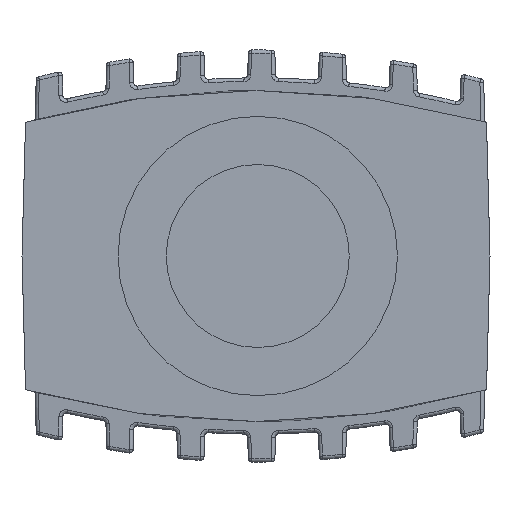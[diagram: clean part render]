
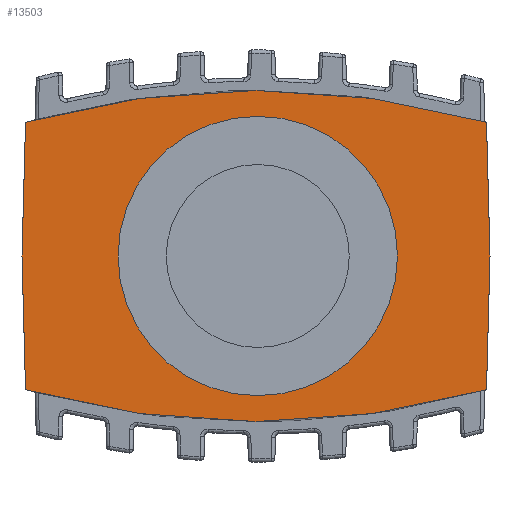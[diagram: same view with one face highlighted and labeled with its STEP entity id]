
A CAD part, front view. The second image highlights one B-rep face of the part: STEP entity #13503.
In plain terms, the highlighted planar face has unit normal (0, -1, 0).
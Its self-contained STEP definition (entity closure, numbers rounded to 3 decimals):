
#9262=CARTESIAN_POINT('',(32.748,0.,-19.153));
#9263=VERTEX_POINT('',#9262);
#9270=CARTESIAN_POINT('',(-33.248,0.,-19.153));
#9271=VERTEX_POINT('',#9270);
#9272=CARTESIAN_POINT('',(-0.25,0.,98.3));
#9273=DIRECTION('',(0.0,-1.0,0.0));
#9274=DIRECTION('',(-0.27,0.0,-0.963));
#9275=AXIS2_PLACEMENT_3D('',#9272,#9273,#9274);
#9276=CIRCLE('',#9275,122.);
#9277=EDGE_CURVE('',#9271,#9263,#9276,.T.);
#9304=CARTESIAN_POINT('',(18.038,0.,1.5));
#9305=VERTEX_POINT('',#9304);
#9312=CARTESIAN_POINT('',(18.038,0.,-1.5));
#9313=VERTEX_POINT('',#9312);
#9314=CARTESIAN_POINT('',(0.,0.,0.));
#9315=DIRECTION('',(0.0,1.0,0.0));
#9316=DIRECTION('',(0.997,0.0,0.083));
#9317=AXIS2_PLACEMENT_3D('',#9314,#9315,#9316);
#9318=CIRCLE('',#9317,18.1);
#9319=EDGE_CURVE('',#9313,#9305,#9318,.T.);
#13355=CARTESIAN_POINT('',(16.52,0.,-1.5));
#13356=VERTEX_POINT('',#13355);
#13363=CARTESIAN_POINT('',(16.52,0.,1.5));
#13364=VERTEX_POINT('',#13363);
#13365=CARTESIAN_POINT('',(16.52,0.,1.5));
#13366=DIRECTION('',(0.0,0.0,-1.0));
#13367=VECTOR('',#13366,3.);
#13368=LINE('',#13365,#13367);
#13369=EDGE_CURVE('',#13364,#13356,#13368,.T.);
#13434=CARTESIAN_POINT('',(18.038,0.,1.5));
#13435=DIRECTION('',(-1.0,0.0,0.0));
#13436=VECTOR('',#13435,1.517);
#13437=LINE('',#13434,#13436);
#13438=EDGE_CURVE('',#9305,#13364,#13437,.T.);
#13445=CARTESIAN_POINT('',(-0.25,0.,-4.512));
#13446=DIRECTION('',(0.0,-1.0,0.0));
#13447=DIRECTION('',(0.0,0.0,-1.0));
#13448=AXIS2_PLACEMENT_3D('',#13445,#13446,#13447);
#13449=PLANE('',#13448);
#13450=ORIENTED_EDGE('',*,*,#9277,.T.);
#13451=CARTESIAN_POINT('',(33.25,0.,0.));
#13452=VERTEX_POINT('',#13451);
#13453=CARTESIAN_POINT('',(32.748,0.,-19.153));
#13454=DIRECTION('',(0.026,0.,1.));
#13455=VECTOR('',#13454,19.159);
#13456=LINE('',#13453,#13455);
#13457=EDGE_CURVE('',#9263,#13452,#13456,.T.);
#13458=ORIENTED_EDGE('',*,*,#13457,.T.);
#13459=CARTESIAN_POINT('',(32.748,0.,19.153));
#13460=VERTEX_POINT('',#13459);
#13461=CARTESIAN_POINT('',(33.25,0.,0.));
#13462=DIRECTION('',(-0.026,0.,1.));
#13463=VECTOR('',#13462,19.159);
#13464=LINE('',#13461,#13463);
#13465=EDGE_CURVE('',#13452,#13460,#13464,.T.);
#13466=ORIENTED_EDGE('',*,*,#13465,.T.);
#13467=CARTESIAN_POINT('',(-33.248,0.,19.153));
#13468=VERTEX_POINT('',#13467);
#13469=CARTESIAN_POINT('',(-0.25,0.,-98.3));
#13470=DIRECTION('',(0.0,-1.0,0.0));
#13471=DIRECTION('',(0.27,0.0,0.963));
#13472=AXIS2_PLACEMENT_3D('',#13469,#13470,#13471);
#13473=CIRCLE('',#13472,122.);
#13474=EDGE_CURVE('',#13460,#13468,#13473,.T.);
#13475=ORIENTED_EDGE('',*,*,#13474,.T.);
#13476=CARTESIAN_POINT('',(-33.75,0.,0.));
#13477=VERTEX_POINT('',#13476);
#13478=CARTESIAN_POINT('',(-33.248,0.,19.153));
#13479=DIRECTION('',(-0.026,0.,-1.));
#13480=VECTOR('',#13479,19.159);
#13481=LINE('',#13478,#13480);
#13482=EDGE_CURVE('',#13468,#13477,#13481,.T.);
#13483=ORIENTED_EDGE('',*,*,#13482,.T.);
#13484=CARTESIAN_POINT('',(-33.75,0.,0.));
#13485=DIRECTION('',(0.026,0.,-1.));
#13486=VECTOR('',#13485,19.159);
#13487=LINE('',#13484,#13486);
#13488=EDGE_CURVE('',#13477,#9271,#13487,.T.);
#13489=ORIENTED_EDGE('',*,*,#13488,.T.);
#13490=EDGE_LOOP('',(#13450,#13458,#13466,#13475,#13483,#13489));
#13491=FACE_OUTER_BOUND('',#13490,.T.);
#13492=ORIENTED_EDGE('',*,*,#13369,.T.);
#13493=CARTESIAN_POINT('',(16.52,0.,-1.5));
#13494=DIRECTION('',(1.0,0.0,0.0));
#13495=VECTOR('',#13494,1.517);
#13496=LINE('',#13493,#13495);
#13497=EDGE_CURVE('',#13356,#9313,#13496,.T.);
#13498=ORIENTED_EDGE('',*,*,#13497,.T.);
#13499=ORIENTED_EDGE('',*,*,#9319,.T.);
#13500=ORIENTED_EDGE('',*,*,#13438,.T.);
#13501=EDGE_LOOP('',(#13492,#13498,#13499,#13500));
#13502=FACE_BOUND('',#13501,.T.);
#13503=ADVANCED_FACE('',(#13491,#13502),#13449,.T.);
